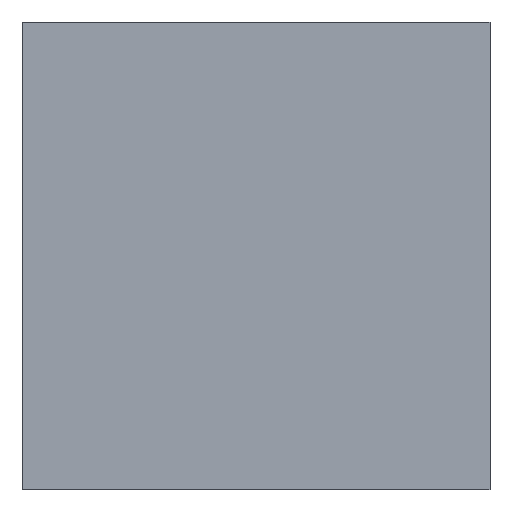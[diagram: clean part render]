
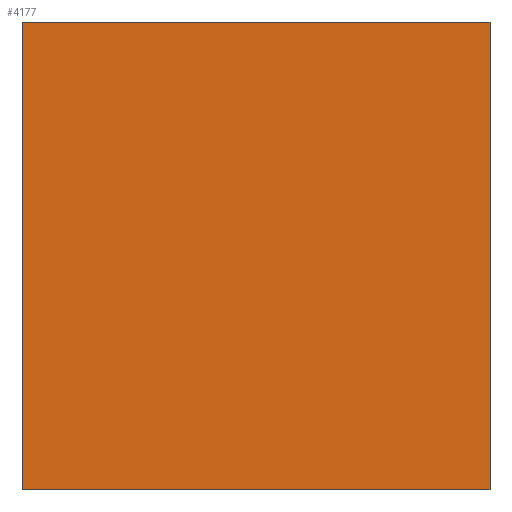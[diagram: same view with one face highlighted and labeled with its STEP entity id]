
A CAD part, front view. The second image highlights one B-rep face of the part: STEP entity #4177.
In plain terms, the highlighted face is planar.
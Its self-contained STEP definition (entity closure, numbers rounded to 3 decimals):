
#1382=ORIENTED_EDGE('',*,*,#1968,.F.);
#1383=ORIENTED_EDGE('',*,*,#1985,.F.);
#1384=ORIENTED_EDGE('',*,*,#1972,.F.);
#1385=ORIENTED_EDGE('',*,*,#1984,.F.);
#1968=EDGE_CURVE('',#2378,#2379,#2864,.T.);
#1972=EDGE_CURVE('',#2382,#2383,#2868,.T.);
#1984=EDGE_CURVE('',#2379,#2382,#2880,.T.);
#1985=EDGE_CURVE('',#2383,#2378,#2881,.T.);
#2378=VERTEX_POINT('',#6886);
#2379=VERTEX_POINT('',#6887);
#2382=VERTEX_POINT('',#6895);
#2383=VERTEX_POINT('',#6896);
#2864=LINE('',#6885,#3360);
#2868=LINE('',#6894,#3364);
#2880=LINE('',#6912,#3376);
#2881=LINE('',#6914,#3377);
#3360=VECTOR('',#5672,1000.);
#3364=VECTOR('',#5678,1000.);
#3376=VECTOR('',#5694,1000.);
#3377=VECTOR('',#5697,1000.);
#3591=EDGE_LOOP('',(#1382,#1383,#1384,#1385));
#3805=FACE_BOUND('',#3591,.T.);
#3965=PLANE('',#4566);
#4177=ADVANCED_FACE('',(#3805),#3965,.F.);
#4566=AXIS2_PLACEMENT_3D('',#6915,#5698,#5699);
#5672=DIRECTION('',(0.,0.,-1.));
#5678=DIRECTION('',(0.,0.,1.));
#5694=DIRECTION('',(1.,0.,0.));
#5697=DIRECTION('',(-1.,0.,0.));
#5698=DIRECTION('',(0.,-1.,0.));
#5699=DIRECTION('',(0.,0.,-1.));
#6885=CARTESIAN_POINT('',(-0.8,0.,2.485));
#6886=CARTESIAN_POINT('',(-0.8,0.,2.485));
#6887=CARTESIAN_POINT('',(-0.8,0.,0.485));
#6894=CARTESIAN_POINT('',(1.2,0.,0.485));
#6895=CARTESIAN_POINT('',(1.2,0.,0.485));
#6896=CARTESIAN_POINT('',(1.2,0.,2.485));
#6912=CARTESIAN_POINT('',(-0.8,0.,0.485));
#6914=CARTESIAN_POINT('',(1.2,0.,2.485));
#6915=CARTESIAN_POINT('',(-0.8,0.,0.485));
